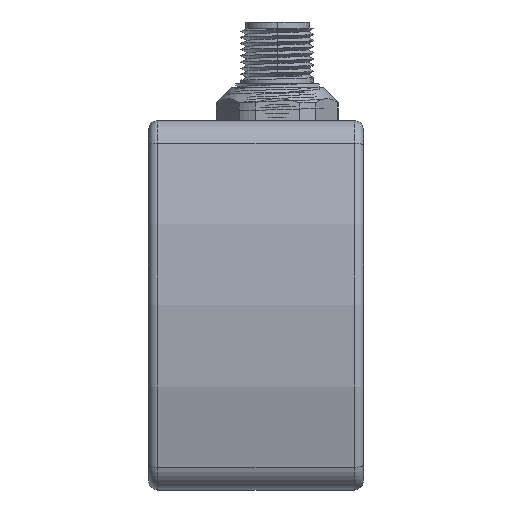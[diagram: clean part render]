
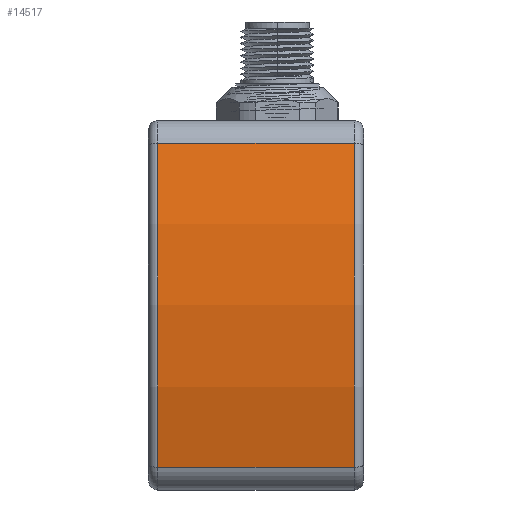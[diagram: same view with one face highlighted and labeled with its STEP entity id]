
A CAD part, left-side view. The second image highlights one B-rep face of the part: STEP entity #14517.
In plain terms, the highlighted cylindrical face has radius 100 mm (diameter 200 mm), a partial arc.
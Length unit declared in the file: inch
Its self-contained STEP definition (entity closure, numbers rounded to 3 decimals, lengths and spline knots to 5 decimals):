
#181=DIRECTION('',(0.,1.,0.));
#182=VECTOR('',#181,1.25709);
#183=CARTESIAN_POINT('',(-12.08564,0.05906,1.03605));
#184=LINE('',#183,#182);
#199=CARTESIAN_POINT('',(-8.2874,1.31614,0.));
#200=DIRECTION('',(0.,1.,0.));
#201=DIRECTION('',(-0.965,0.,-0.263));
#202=AXIS2_PLACEMENT_3D('',#199,#200,#201);
#204=CARTESIAN_POINT('',(-8.2874,0.05906,0.));
#205=DIRECTION('',(0.,-1.,0.));
#206=DIRECTION('',(-0.965,0.,0.263));
#207=AXIS2_PLACEMENT_3D('',#204,#205,#206);
#218=DIRECTION('',(0.,-1.,0.));
#219=VECTOR('',#218,1.25709);
#220=CARTESIAN_POINT('',(-12.08564,1.31614,-1.03605));
#221=LINE('',#220,#219);
#12504=CARTESIAN_POINT('',(-12.08564,0.05906,
1.03605));
#12506=VERTEX_POINT('',#12504);
#12509=CARTESIAN_POINT('',(-12.08564,0.05906,
-1.03605));
#12510=VERTEX_POINT('',#12509);
#13027=CARTESIAN_POINT('',(-12.08564,1.31614,
-1.03605));
#13028=VERTEX_POINT('',#13027);
#13031=CARTESIAN_POINT('',(-12.08564,1.31614,
1.03605));
#13032=VERTEX_POINT('',#13031);
#14504=CARTESIAN_POINT('',(-8.2874,0.,0.));
#14505=DIRECTION('',(0.,1.,0.));
#14506=DIRECTION('',(1.,0.,0.));
#14507=AXIS2_PLACEMENT_3D('',#14504,#14505,#14506);
#14508=CYLINDRICAL_SURFACE('',#14507,3.93701);
#14510=ORIENTED_EDGE('',*,*,#14509,.F.);
#14512=ORIENTED_EDGE('',*,*,#14511,.T.);
#14513=ORIENTED_EDGE('',*,*,#14495,.F.);
#14514=ORIENTED_EDGE('',*,*,#14360,.T.);
#14515=EDGE_LOOP('',(#14510,#14512,#14513,#14514));
#14516=FACE_OUTER_BOUND('',#14515,.F.);
#14517=ADVANCED_FACE('',(#14516),#14508,.T.);
#203=CIRCLE('',#202,3.93701);
#208=CIRCLE('',#207,3.93701);
#14360=EDGE_CURVE('',#12506,#12510,#208,.T.);
#14495=EDGE_CURVE('',#12506,#13032,#184,.T.);
#14509=EDGE_CURVE('',#13028,#12510,#221,.T.);
#14511=EDGE_CURVE('',#13028,#13032,#203,.T.);
